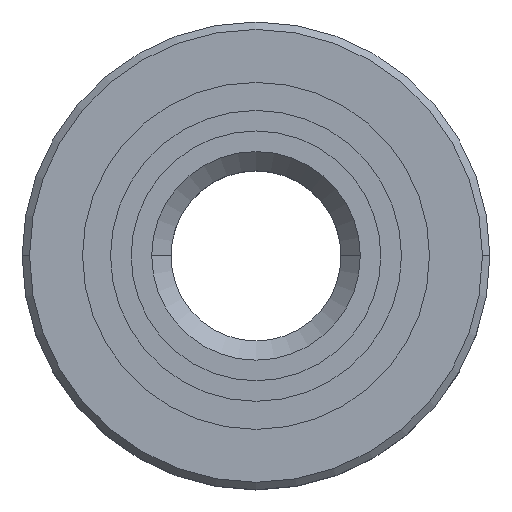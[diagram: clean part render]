
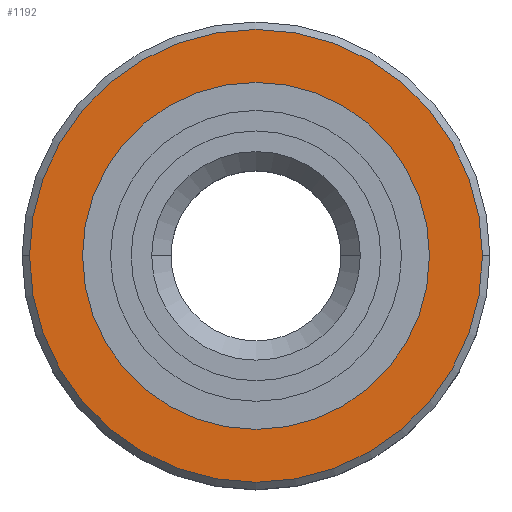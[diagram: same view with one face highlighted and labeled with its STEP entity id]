
A CAD part, top view. The second image highlights one B-rep face of the part: STEP entity #1192.
In plain terms, the highlighted planar face has unit normal (0, 0, 1).
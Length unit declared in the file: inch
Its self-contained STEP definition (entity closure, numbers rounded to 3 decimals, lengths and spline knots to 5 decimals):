
#14 = DIRECTION ( 'NONE',  ( -1., 0., 0. ) ) ;
#31 = DIRECTION ( 'NONE',  ( 1., 0., 0. ) ) ;
#104 = EDGE_CURVE ( 'NONE', #1047, #1717, #1607, .T. ) ;
#178 = DIRECTION ( 'NONE',  ( 0., 0., 1. ) ) ;
#366 = AXIS2_PLACEMENT_3D ( 'NONE', #2019, #178, #906 ) ;
#397 = CARTESIAN_POINT ( 'NONE',  ( -0.66563, 0., 0.21875 ) ) ;
#417 = EDGE_CURVE ( 'NONE', #1556, #956, #2014, .T. ) ;
#518 = DIRECTION ( 'NONE',  ( 1., 0., 0. ) ) ;
#583 = FACE_OUTER_BOUND ( 'NONE', #1086, .T. ) ;
#586 = AXIS2_PLACEMENT_3D ( 'NONE', #2201, #731, #14 ) ;
#636 = AXIS2_PLACEMENT_3D ( 'NONE', #1707, #637, #31 ) ;
#637 = DIRECTION ( 'NONE',  ( 0., 0., 1. ) ) ;
#731 = DIRECTION ( 'NONE',  ( 0., 0., -1. ) ) ;
#755 = PLANE ( 'NONE',  #586 ) ;
#869 = CARTESIAN_POINT ( 'NONE',  ( 0., 0., 0.21875 ) ) ;
#906 = DIRECTION ( 'NONE',  ( 1., 0., 0. ) ) ;
#956 = VERTEX_POINT ( 'NONE', #1541 ) ;
#1047 = VERTEX_POINT ( 'NONE', #2325 ) ;
#1083 = AXIS2_PLACEMENT_3D ( 'NONE', #869, #1218, #518 ) ;
#1086 = EDGE_LOOP ( 'NONE', ( #1432, #1867 ) ) ;
#1096 = ORIENTED_EDGE ( 'NONE', *, *, #1124, .F. ) ;
#1124 = EDGE_CURVE ( 'NONE', #956, #1556, #2092, .T. ) ;
#1192 = ADVANCED_FACE ( 'NONE', ( #2393, #583 ), #755, .F. ) ;
#1218 = DIRECTION ( 'NONE',  ( 0., 0., 1. ) ) ;
#1345 = CARTESIAN_POINT ( 'NONE',  ( 0., 0., 0.21875 ) ) ;
#1432 = ORIENTED_EDGE ( 'NONE', *, *, #1543, .T. ) ;
#1541 = CARTESIAN_POINT ( 'NONE',  ( -0.50996, 0., 0.21875 ) ) ;
#1543 = EDGE_CURVE ( 'NONE', #1717, #1047, #1683, .T. ) ;
#1556 = VERTEX_POINT ( 'NONE', #1816 ) ;
#1607 = CIRCLE ( 'NONE', #366, 0.66563 ) ;
#1683 = CIRCLE ( 'NONE', #636, 0.66563 ) ;
#1707 = CARTESIAN_POINT ( 'NONE',  ( 0., 0., 0.21875 ) ) ;
#1717 = VERTEX_POINT ( 'NONE', #397 ) ;
#1763 = DIRECTION ( 'NONE',  ( 0., 0., 1. ) ) ;
#1816 = CARTESIAN_POINT ( 'NONE',  ( 0.50996, 0., 0.21875 ) ) ;
#1867 = ORIENTED_EDGE ( 'NONE', *, *, #104, .T. ) ;
#1920 = ORIENTED_EDGE ( 'NONE', *, *, #417, .F. ) ;
#2014 = CIRCLE ( 'NONE', #2322, 0.50996 ) ;
#2019 = CARTESIAN_POINT ( 'NONE',  ( 0., 0., 0.21875 ) ) ;
#2092 = CIRCLE ( 'NONE', #1083, 0.50996 ) ;
#2117 = DIRECTION ( 'NONE',  ( 1., 0., 0. ) ) ;
#2136 = EDGE_LOOP ( 'NONE', ( #1920, #1096 ) ) ;
#2201 = CARTESIAN_POINT ( 'NONE',  ( 0., 0.66563, 0.21875 ) ) ;
#2322 = AXIS2_PLACEMENT_3D ( 'NONE', #1345, #1763, #2117 ) ;
#2325 = CARTESIAN_POINT ( 'NONE',  ( 0.66563, 0., 0.21875 ) ) ;
#2393 = FACE_BOUND ( 'NONE', #2136, .T. ) ;
